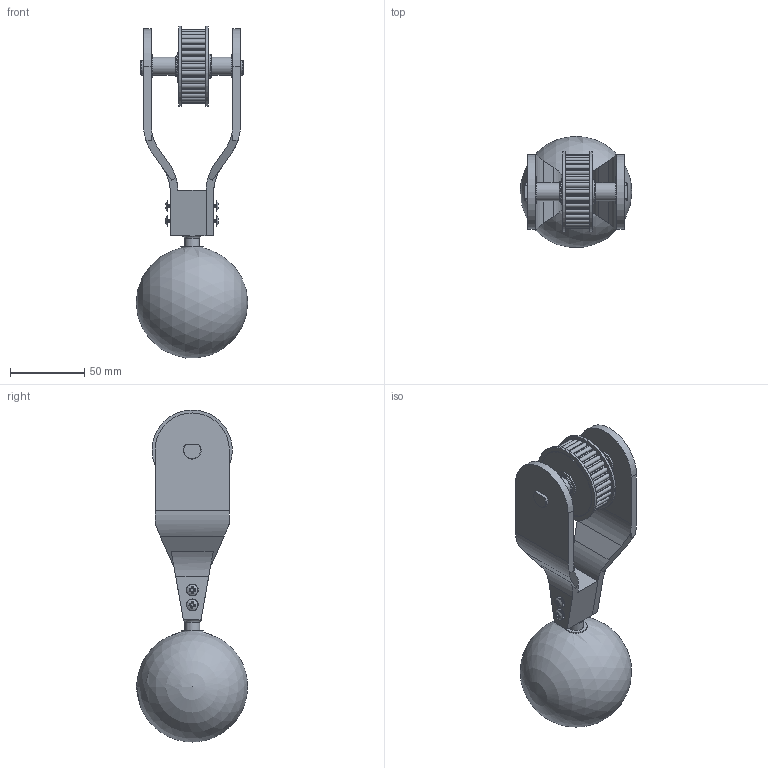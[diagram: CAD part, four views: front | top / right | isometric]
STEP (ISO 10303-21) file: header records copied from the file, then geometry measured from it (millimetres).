
FILE_DESCRIPTION(/* description */ (''),/* implementation_level */ '2;1');
FILE_NAME(/* name */ 'Eslabon3_ipt_6a054233.STEP',/* time_stamp */ '2021-07-25T17:40:30-05:00',/* author */ ('Sergio Quintero'),/* organization */ (''),/* preprocessor_version */ 'ST-DEVELOPER v18',/* originating_system */ 'Autodesk Inventor 2020',/* authorisation */ '');
FILE_SCHEMA (('AUTOMOTIVE_DESIGN { 1 0 10303 214 3 1 1 }'));
Length unit declared in the file: millimetre
Products named in the file (1): Eslabon3
Bounding box: 75 x 74.73 x 223.3 mm (x, y, z)
Volume: 328822.8 mm3; surface area: 55884 mm2
Topology: 1 solids, 13 shells, 467 faces, 1299 edges, 869 vertices
Faces by surface type: cylinder 206, plane 168, cone 76, torus 12, sphere 5
Full cylindrical faces by diameter (mm): 1.143 x6, 3.65 x4, 4 x10, 10 x2, 11.5 x2, 12 x2, 13.4 x1, 14 x1, 15 x1, 16 x1, 47.3 x2, 54 x2
Entity records: 15714 total; most frequent: CARTESIAN_POINT 2872, DIRECTION 2833, ORIENTED_EDGE 2594, EDGE_CURVE 1297, AXIS2_PLACEMENT_3D 1142, VERTEX_POINT 869, CIRCLE 638, LINE 549
